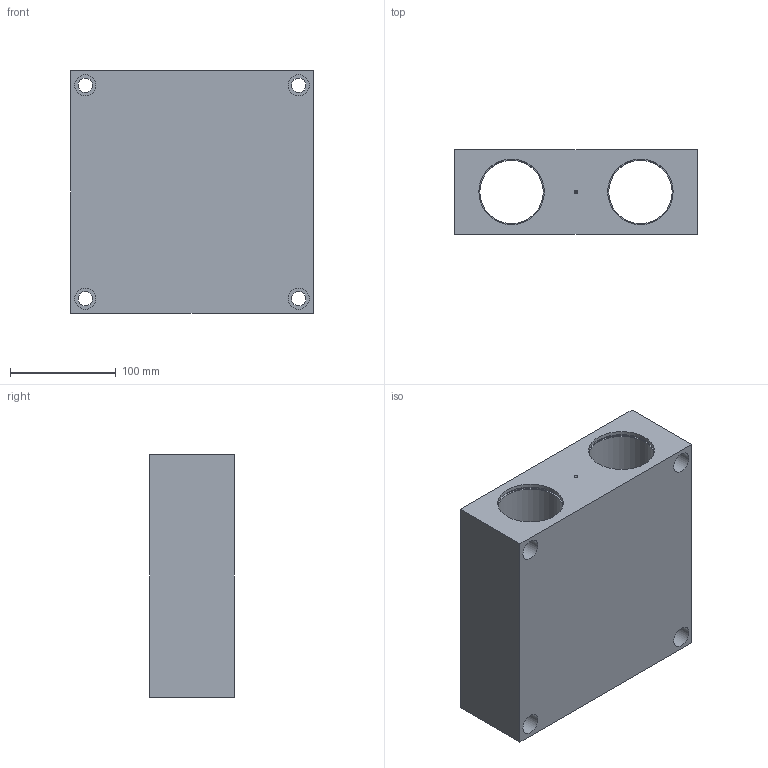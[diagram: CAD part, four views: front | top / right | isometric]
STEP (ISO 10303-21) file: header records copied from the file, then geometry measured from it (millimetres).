
FILE_DESCRIPTION( ( 'STEP AP214' ), '1' );
FILE_NAME( 'QAG-40_2_14a.stp', ' ', ( ' ' ), ( ' ' ), 'PSStep 15.0.47', 'PARTsolutions', ' ' );
FILE_SCHEMA( ( 'AUTOMOTIVE_DESIGN { 1 0 10303 214 1 1 1 1 }' ) );
Length unit declared in the file: millimetre
Products named in the file (1): HI_QAG-40
Bounding box: 230 x 80 x 230 mm (x, y, z)
Volume: 2807931.1 mm3; surface area: 273575.5 mm2
Topology: 1 solids, 1 shells, 55 faces, 103 edges, 66 vertices
Faces by surface type: cylinder 25, plane 22, cone 8
Full cylindrical faces by diameter (mm): 1.6 x1, 6 x1, 6.647 x1, 13.835 x4, 20 x4, 60 x2, 62 x8, 65 x4
Entity records: 1750 total; most frequent: CARTESIAN_POINT 248, DIRECTION 234, ORIENTED_EDGE 136, EDGE_LOOP 118, AXIS2_PLACEMENT_3D 111, FACE_OUTER_BOUND 80, EDGE_CURVE 68, VERTEX_POINT 65
